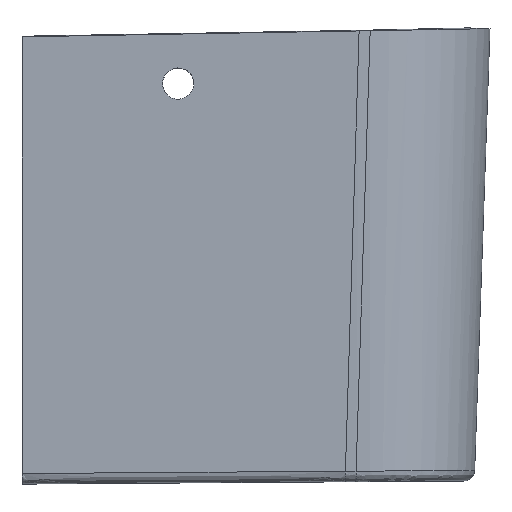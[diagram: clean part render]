
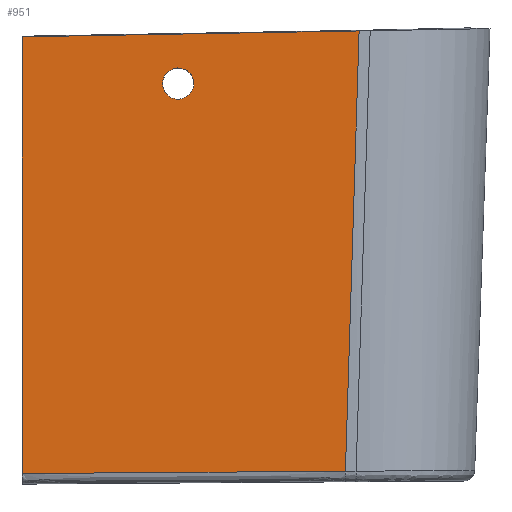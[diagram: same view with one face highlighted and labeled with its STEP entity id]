
A CAD part, front view. The second image highlights one B-rep face of the part: STEP entity #951.
In plain terms, the highlighted free-form (B-spline) face has degree [5, 1] with [6, 2] control points.
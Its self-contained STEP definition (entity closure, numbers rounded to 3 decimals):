
#107=CARTESIAN_POINT('',(216.018,-85.679,3.771));
#108=VERTEX_POINT('',#107);
#325=CARTESIAN_POINT('',(0.,-90.,0.));
#326=VERTEX_POINT('',#325);
#336=CARTESIAN_POINT('',(0.,-90.,0.));
#337=CARTESIAN_POINT('',(43.204,-89.136,0.754));
#338=CARTESIAN_POINT('',(86.407,-88.272,1.508));
#339=CARTESIAN_POINT('',(129.611,-87.407,2.262));
#340=CARTESIAN_POINT('',(172.814,-86.543,3.016));
#341=CARTESIAN_POINT('',(216.018,-85.679,3.771));
#342=B_SPLINE_CURVE_WITH_KNOTS('',5,(#336,#337,#338,#339,#340,#341),.UNSPECIFIED.,.F.,.U.,(6,6),(0.0,211.624),.UNSPECIFIED.);
#343=EDGE_CURVE('',#108,#326,#342,.F.);
#552=CARTESIAN_POINT('',(90.0,-87.321,-30.0));
#553=VERTEX_POINT('',#552);
#554=CARTESIAN_POINT('',(110.0,-86.911,-30.0));
#555=VERTEX_POINT('',#554);
#556=CARTESIAN_POINT('',(90.0,-87.321,-30.));
#557=CARTESIAN_POINT('',(90.0,-87.303,-30.642));
#558=CARTESIAN_POINT('',(90.062,-87.284,-31.283));
#559=CARTESIAN_POINT('',(90.318,-87.242,-32.598));
#560=CARTESIAN_POINT('',(90.523,-87.219,-33.268));
#561=CARTESIAN_POINT('',(91.282,-87.154,-35.054));
#562=CARTESIAN_POINT('',(91.977,-87.11,-36.097));
#563=CARTESIAN_POINT('',(93.77,-87.023,-37.933));
#564=CARTESIAN_POINT('',(94.874,-86.979,-38.687));
#565=CARTESIAN_POINT('',(97.304,-86.901,-39.719));
#566=CARTESIAN_POINT('',(98.605,-86.866,-39.989));
#567=CARTESIAN_POINT('',(101.247,-86.812,-40.01));
#568=CARTESIAN_POINT('',(102.563,-86.792,-39.757));
#569=CARTESIAN_POINT('',(105.014,-86.77,-38.753));
#570=CARTESIAN_POINT('',(106.126,-86.768,-38.014));
#571=CARTESIAN_POINT('',(107.899,-86.781,-36.245));
#572=CARTESIAN_POINT('',(108.582,-86.794,-35.267));
#573=CARTESIAN_POINT('',(109.394,-86.826,-33.51));
#574=CARTESIAN_POINT('',(109.631,-86.841,-32.793));
#575=CARTESIAN_POINT('',(109.928,-86.874,-31.381));
#576=CARTESIAN_POINT('',(110.,-86.892,-30.691));
#577=CARTESIAN_POINT('',(110.0,-86.911,-30.));
#578=B_SPLINE_CURVE_WITH_KNOTS('',3,(#556,#557,#558,#559,#560,#561,#562,#563,#564,#565,#566,#567,#568,#569,#570,#571,#572,#573,#574,#575,#576,#577),.UNSPECIFIED.,.F.,.U.,(4,2,2,2,2,2,2,2,2,2,4),(0.,0.193,0.402,0.775,1.173,1.568,1.966,2.362,2.717,2.943,3.15),.UNSPECIFIED.);
#579=EDGE_CURVE('',#553,#555,#578,.T.);
#581=CARTESIAN_POINT('',(110.0,-86.911,-30.));
#582=CARTESIAN_POINT('',(110.,-86.929,-29.359));
#583=CARTESIAN_POINT('',(109.938,-86.948,-28.719));
#584=CARTESIAN_POINT('',(109.683,-86.99,-27.405));
#585=CARTESIAN_POINT('',(109.478,-87.013,-26.736));
#586=CARTESIAN_POINT('',(108.719,-87.078,-24.948));
#587=CARTESIAN_POINT('',(108.023,-87.121,-23.903));
#588=CARTESIAN_POINT('',(106.228,-87.209,-22.065));
#589=CARTESIAN_POINT('',(105.124,-87.253,-21.311));
#590=CARTESIAN_POINT('',(102.694,-87.331,-20.28));
#591=CARTESIAN_POINT('',(101.394,-87.365,-20.011));
#592=CARTESIAN_POINT('',(98.752,-87.42,-19.99));
#593=CARTESIAN_POINT('',(97.437,-87.44,-20.244));
#594=CARTESIAN_POINT('',(94.986,-87.462,-21.247));
#595=CARTESIAN_POINT('',(93.874,-87.464,-21.986));
#596=CARTESIAN_POINT('',(92.097,-87.451,-23.759));
#597=CARTESIAN_POINT('',(91.412,-87.438,-24.742));
#598=CARTESIAN_POINT('',(90.602,-87.406,-26.502));
#599=CARTESIAN_POINT('',(90.366,-87.391,-27.217));
#600=CARTESIAN_POINT('',(90.071,-87.357,-28.625));
#601=CARTESIAN_POINT('',(90.,-87.34,-29.312));
#602=CARTESIAN_POINT('',(90.,-87.321,-30.));
#603=B_SPLINE_CURVE_WITH_KNOTS('',3,(#581,#582,#583,#584,#585,#586,#587,#588,#589,#590,#591,#592,#593,#594,#595,#596,#597,#598,#599,#600,#601,#602),.UNSPECIFIED.,.F.,.U.,(4,2,2,2,2,2,2,2,2,2,4),(0.,0.192,0.402,0.776,1.173,1.568,1.966,2.362,2.719,2.944,3.15),.UNSPECIFIED.);
#604=EDGE_CURVE('',#555,#553,#603,.T.);
#749=CARTESIAN_POINT('',(207.223,-78.026,-278.748));
#750=VERTEX_POINT('',#749);
#751=CARTESIAN_POINT('',(207.223,-78.026,-278.748));
#752=DIRECTION('',(0.031,-0.027,0.999));
#753=VECTOR('',#752,282.759);
#754=LINE('',#751,#753);
#755=EDGE_CURVE('',#750,#108,#754,.T.);
#788=CARTESIAN_POINT('',(0.,-82.173,-280.196));
#789=VERTEX_POINT('',#788);
#801=CARTESIAN_POINT('',(0.,-82.173,-280.196));
#802=DIRECTION('',(0.,-0.028,1.));
#803=VECTOR('',#802,280.306);
#804=LINE('',#801,#803);
#805=EDGE_CURVE('',#789,#326,#804,.T.);
#923=CARTESIAN_POINT('',(0.,-82.172,-280.248));
#924=CARTESIAN_POINT('',(41.444,-81.343,-279.948));
#925=CARTESIAN_POINT('',(82.889,-80.514,-279.648));
#926=CARTESIAN_POINT('',(124.334,-79.685,-279.348));
#927=CARTESIAN_POINT('',(165.778,-78.856,-279.048));
#928=CARTESIAN_POINT('',(207.223,-78.026,-278.748));
#929=CARTESIAN_POINT('',(0.,-90.,0.));
#930=CARTESIAN_POINT('',(43.204,-89.136,0.754));
#931=CARTESIAN_POINT('',(86.407,-88.271,1.508));
#932=CARTESIAN_POINT('',(129.611,-87.407,2.262));
#933=CARTESIAN_POINT('',(172.814,-86.543,3.017));
#934=CARTESIAN_POINT('',(216.018,-85.679,3.771));
#935=B_SPLINE_SURFACE_WITH_KNOTS('',5,1,((#923,#929),(#924,#930),(#925,#931),(#926,#932),(#927,#933),(#928,#934)),.UNSPECIFIED.,.F.,.F.,.U.,(6,6),(2,2),(0.,211.624),(6.783,288.33),.UNSPECIFIED.);
#936=ORIENTED_EDGE('',*,*,#755,.T.);
#937=ORIENTED_EDGE('',*,*,#343,.T.);
#938=ORIENTED_EDGE('',*,*,#805,.F.);
#939=CARTESIAN_POINT('',(207.223,-78.026,-278.748));
#940=DIRECTION('',(-1.,-0.02,-0.007));
#941=VECTOR('',#940,207.269);
#942=LINE('',#939,#941);
#943=EDGE_CURVE('',#789,#750,#942,.F.);
#944=ORIENTED_EDGE('',*,*,#943,.T.);
#945=EDGE_LOOP('',(#936,#937,#938,#944));
#946=FACE_OUTER_BOUND('',#945,.T.);
#947=ORIENTED_EDGE('',*,*,#579,.F.);
#948=ORIENTED_EDGE('',*,*,#604,.F.);
#949=EDGE_LOOP('',(#947,#948));
#950=FACE_BOUND('',#949,.T.);
#951=ADVANCED_FACE('',(#946,#950),#935,.T.);
